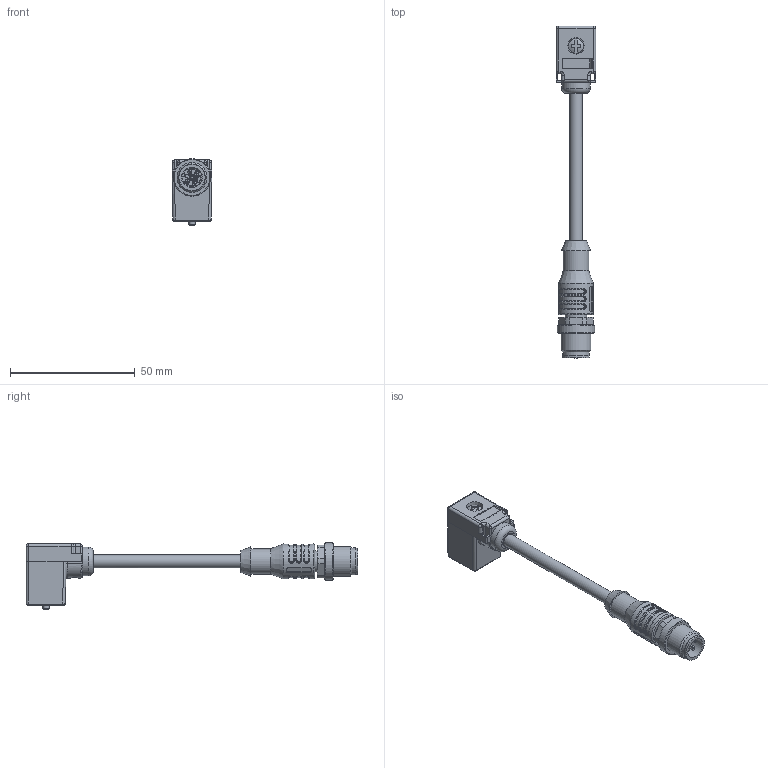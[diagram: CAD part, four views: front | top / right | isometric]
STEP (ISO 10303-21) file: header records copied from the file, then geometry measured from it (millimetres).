
FILE_DESCRIPTION(/* description */ (''),/* implementation_level */ '2;1');
FILE_NAME(/* name */ 'VC22-24.4-5-AL-WAS5.stp',/* time_stamp */ '2016-11-14T12:44:27+01:00',/* author */ (''),/* organization */ (''),/* preprocessor_version */ 'ST-DEVELOPER v16',/* originating_system */ 'SIEMENS PLM Software NX 10.0',/* authorisation */ '');
FILE_SCHEMA (('AUTOMOTIVE_DESIGN { 1 0 10303 214 3 1 1 1 }'));
Length unit declared in the file: millimetre
Products named in the file (1): VC22-24.4-5-AL-WAS5
Bounding box: 16 x 133 x 26.65 mm (x, y, z)
Volume: 13646.1 mm3; surface area: 6539 mm2
Topology: 1 solids, 3 shells, 500 faces, 1238 edges, 765 vertices
Faces by surface type: plane 213, cylinder 136, bspline 50, torus 40, extrusion 32, sphere 15, cone 14
Full cylindrical faces by diameter (mm): 1 x5, 2 x1, 2.5 x1, 3.4 x1, 3.9 x1, 4.4 x1, 5.2 x2, 5.94 x1, 6 x1, 6.1 x1, 8.3 x1, 8.7 x1, 10.2 x1, 10.5 x1, 10.8 x1, 11.5 x1, 12 x1, 14 x1, 15 x1
Entity records: 16753 total; most frequent: CARTESIAN_POINT 5501, ORIENTED_EDGE 2310, DIRECTION 2252, EDGE_CURVE 1155, AXIS2_PLACEMENT_3D 812, VERTEX_POINT 743, VECTOR 628, LINE 596
